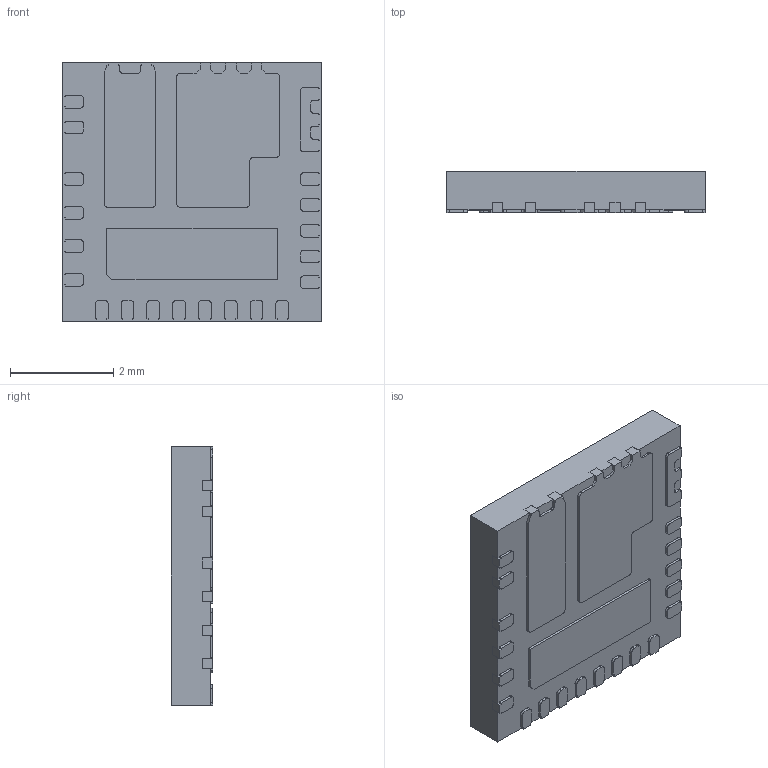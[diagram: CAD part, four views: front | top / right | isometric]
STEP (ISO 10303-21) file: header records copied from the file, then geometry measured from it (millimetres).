
FILE_DESCRIPTION (( 'STEP AP214' ), '1' );
FILE_NAME ('SIC461ED-T1-GE3.STEP', '2023-02-02T17:42:56', ( '' ), ( '' ), 'SwSTEP 2.0', 'SolidWorks 2021', '' );
FILE_SCHEMA (( 'AUTOMOTIVE_DESIGN' ));
Length unit declared in the file: millimetre
Products named in the file (1): SIC461ED-T1-GE3
Bounding box: 5 x 0.8 x 5 mm (x, y, z)
Volume: 19.4 mm3; surface area: 108.5 mm2
Topology: 25 solids, 25 shells, 614 faces, 1686 edges, 1124 vertices
Faces by surface type: plane 502, cylinder 112
Entity records: 19544 total; most frequent: CARTESIAN_POINT 3425, ORIENTED_EDGE 3372, DIRECTION 3140, EDGE_CURVE 1686, LINE 1462, VECTOR 1462, VERTEX_POINT 1124, AXIS2_PLACEMENT_3D 839
